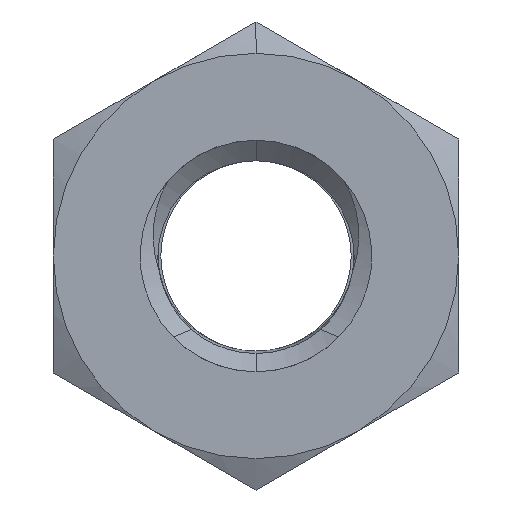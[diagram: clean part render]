
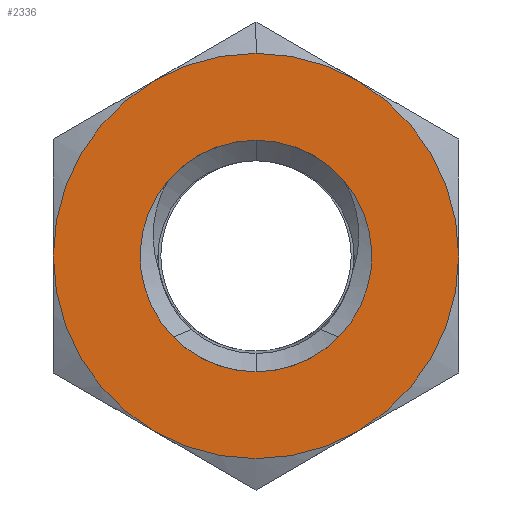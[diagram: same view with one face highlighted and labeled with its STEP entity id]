
A CAD part, front view. The second image highlights one B-rep face of the part: STEP entity #2336.
In plain terms, the highlighted planar face has unit normal (0, -1, 0).
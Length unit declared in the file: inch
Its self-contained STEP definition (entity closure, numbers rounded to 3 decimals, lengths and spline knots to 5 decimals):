
#7 = DIRECTION ( 'NONE',  ( 0., 0., -1. ) ) ;
#9 = DIRECTION ( 'NONE',  ( 0., -1., 0. ) ) ;
#44 = DIRECTION ( 'NONE',  ( 0., 0., -1. ) ) ;
#45 = DIRECTION ( 'NONE',  ( 0., -1., 0. ) ) ;
#46 = CARTESIAN_POINT ( 'NONE',  ( 0., 0., 0. ) ) ;
#50 = CARTESIAN_POINT ( 'NONE',  ( 0., 0., 0. ) ) ;
#176 = CARTESIAN_POINT ( 'NONE',  ( -0.21875, 0., 0. ) ) ;
#274 = AXIS2_PLACEMENT_3D ( 'NONE', #2436, #2431, #2402 ) ;
#337 = VERTEX_POINT ( 'NONE', #389 ) ;
#339 = VERTEX_POINT ( 'NONE', #388 ) ;
#340 = VERTEX_POINT ( 'NONE', #456 ) ;
#347 = VERTEX_POINT ( 'NONE', #449 ) ;
#348 = VERTEX_POINT ( 'NONE', #455 ) ;
#354 = VERTEX_POINT ( 'NONE', #467 ) ;
#365 = VERTEX_POINT ( 'NONE', #493 ) ;
#366 = VERTEX_POINT ( 'NONE', #495 ) ;
#386 = VERTEX_POINT ( 'NONE', #397 ) ;
#387 = VERTEX_POINT ( 'NONE', #396 ) ;
#388 = CARTESIAN_POINT ( 'NONE',  ( -0.09463, 0., 0.08167 ) ) ;
#389 = CARTESIAN_POINT ( 'NONE',  ( 0.21875, 0., 0. ) ) ;
#396 = CARTESIAN_POINT ( 'NONE',  ( -0.10938, 0., 0.18944 ) ) ;
#397 = CARTESIAN_POINT ( 'NONE',  ( 0., 0., 0.21875 ) ) ;
#399 = CARTESIAN_POINT ( 'NONE',  ( 0.08952, 0., -0.08724 ) ) ;
#400 = VERTEX_POINT ( 'NONE', #399 ) ;
#449 = CARTESIAN_POINT ( 'NONE',  ( 0.10938, 0., -0.18944 ) ) ;
#455 = CARTESIAN_POINT ( 'NONE',  ( 0., 0., -0.125 ) ) ;
#456 = CARTESIAN_POINT ( 'NONE',  ( 0.09463, 0., 0.08167 ) ) ;
#467 = CARTESIAN_POINT ( 'NONE',  ( 0.10938, 0., 0.18944 ) ) ;
#469 = VERTEX_POINT ( 'NONE', #498 ) ;
#484 = VERTEX_POINT ( 'NONE', #176 ) ;
#493 = CARTESIAN_POINT ( 'NONE',  ( -0.08952, 0., -0.08724 ) ) ;
#495 = CARTESIAN_POINT ( 'NONE',  ( -0.10938, 0., -0.18944 ) ) ;
#498 = CARTESIAN_POINT ( 'NONE',  ( 0., 0., 0.125 ) ) ;
#510 = CARTESIAN_POINT ( 'NONE',  ( 0., 0., 0. ) ) ;
#519 = DIRECTION ( 'NONE',  ( 0., -1., 0. ) ) ;
#521 = DIRECTION ( 'NONE',  ( 0., 0., -1. ) ) ;
#559 = DIRECTION ( 'NONE',  ( 0., -1., 0. ) ) ;
#561 = DIRECTION ( 'NONE',  ( 0., -1., 0. ) ) ;
#566 = DIRECTION ( 'NONE',  ( 0., 0., -1. ) ) ;
#583 = CARTESIAN_POINT ( 'NONE',  ( 0., 0., 0. ) ) ;
#599 = DIRECTION ( 'NONE',  ( 0., 0., -1. ) ) ;
#607 = CARTESIAN_POINT ( 'NONE',  ( 0., 0., 0. ) ) ;
#622 = DIRECTION ( 'NONE',  ( 0., -1., 0. ) ) ;
#625 = CARTESIAN_POINT ( 'NONE',  ( 0., 0., 0. ) ) ;
#639 = DIRECTION ( 'NONE',  ( 0., 0., -1. ) ) ;
#749 = CARTESIAN_POINT ( 'NONE',  ( 0., 0., 0. ) ) ;
#775 = DIRECTION ( 'NONE',  ( 0., 0., -1. ) ) ;
#792 = EDGE_CURVE ( 'NONE', #386, #387, #2321, .T. ) ;
#823 = DIRECTION ( 'NONE',  ( 0., -1., 0. ) ) ;
#843 = AXIS2_PLACEMENT_3D ( 'NONE', #46, #9, #7 ) ;
#845 = AXIS2_PLACEMENT_3D ( 'NONE', #2370, #2069, #2073 ) ;
#846 = AXIS2_PLACEMENT_3D ( 'NONE', #2377, #2071, #2070 ) ;
#848 = AXIS2_PLACEMENT_3D ( 'NONE', #1193, #1194, #1207 ) ;
#852 = AXIS2_PLACEMENT_3D ( 'NONE', #1649, #1647, #1645 ) ;
#878 = AXIS2_PLACEMENT_3D ( 'NONE', #749, #823, #775 ) ;
#882 = AXIS2_PLACEMENT_3D ( 'NONE', #50, #45, #44 ) ;
#886 = AXIS2_PLACEMENT_3D ( 'NONE', #510, #519, #521 ) ;
#892 = AXIS2_PLACEMENT_3D ( 'NONE', #2072, #1696, #1695 ) ;
#895 = EDGE_CURVE ( 'NONE', #469, #339, #2238, .T. ) ;
#907 = EDGE_CURVE ( 'NONE', #340, #469, #2308, .T. ) ;
#910 = EDGE_CURVE ( 'NONE', #347, #337, #2291, .T. ) ;
#912 = EDGE_CURVE ( 'NONE', #400, #340, #2224, .T. ) ;
#930 = EDGE_CURVE ( 'NONE', #354, #386, #2157, .T. ) ;
#939 = AXIS2_PLACEMENT_3D ( 'NONE', #583, #561, #599 ) ;
#946 = AXIS2_PLACEMENT_3D ( 'NONE', #625, #622, #639 ) ;
#948 = EDGE_CURVE ( 'NONE', #387, #484, #2184, .T. ) ;
#949 = EDGE_CURVE ( 'NONE', #484, #366, #2166, .T. ) ;
#950 = AXIS2_PLACEMENT_3D ( 'NONE', #607, #559, #566 ) ;
#953 = EDGE_CURVE ( 'NONE', #365, #348, #2261, .T. ) ;
#957 = EDGE_CURVE ( 'NONE', #339, #365, #2242, .T. ) ;
#988 = AXIS2_PLACEMENT_3D ( 'NONE', #1269, #1270, #1223 ) ;
#991 = EDGE_CURVE ( 'NONE', #348, #400, #2298, .T. ) ;
#1002 = EDGE_CURVE ( 'NONE', #337, #354, #2282, .T. ) ;
#1019 = EDGE_CURVE ( 'NONE', #366, #347, #2186, .T. ) ;
#1193 = CARTESIAN_POINT ( 'NONE',  ( 0., 0., 0. ) ) ;
#1194 = DIRECTION ( 'NONE',  ( 0., -1., 0. ) ) ;
#1207 = DIRECTION ( 'NONE',  ( 0., 0., -1. ) ) ;
#1223 = DIRECTION ( 'NONE',  ( 0., 0., -1. ) ) ;
#1269 = CARTESIAN_POINT ( 'NONE',  ( 0., 0., 0. ) ) ;
#1270 = DIRECTION ( 'NONE',  ( 0., -1., 0. ) ) ;
#1645 = DIRECTION ( 'NONE',  ( 0., 0., -1. ) ) ;
#1647 = DIRECTION ( 'NONE',  ( 0., -1., 0. ) ) ;
#1649 = CARTESIAN_POINT ( 'NONE',  ( 0., 0., 0. ) ) ;
#1695 = DIRECTION ( 'NONE',  ( 0., 0., -1. ) ) ;
#1696 = DIRECTION ( 'NONE',  ( 0., -1., 0. ) ) ;
#1897 = EDGE_LOOP ( 'NONE', ( #1933, #1973, #1927, #1995, #1938, #1990 ) ) ;
#1898 = ORIENTED_EDGE ( 'NONE', *, *, #910, .T. ) ;
#1927 = ORIENTED_EDGE ( 'NONE', *, *, #953, .F. ) ;
#1928 = ORIENTED_EDGE ( 'NONE', *, *, #792, .T. ) ;
#1933 = ORIENTED_EDGE ( 'NONE', *, *, #912, .F. ) ;
#1938 = ORIENTED_EDGE ( 'NONE', *, *, #895, .F. ) ;
#1940 = ORIENTED_EDGE ( 'NONE', *, *, #930, .T. ) ;
#1959 = ORIENTED_EDGE ( 'NONE', *, *, #1002, .T. ) ;
#1973 = ORIENTED_EDGE ( 'NONE', *, *, #991, .F. ) ;
#1990 = ORIENTED_EDGE ( 'NONE', *, *, #907, .F. ) ;
#1991 = ORIENTED_EDGE ( 'NONE', *, *, #949, .T. ) ;
#1995 = ORIENTED_EDGE ( 'NONE', *, *, #957, .F. ) ;
#1996 = ORIENTED_EDGE ( 'NONE', *, *, #948, .T. ) ;
#1997 = EDGE_LOOP ( 'NONE', ( #1991, #2002, #1898, #1959, #1940, #1928, #1996 ) ) ;
#2002 = ORIENTED_EDGE ( 'NONE', *, *, #1019, .T. ) ;
#2069 = DIRECTION ( 'NONE',  ( 0., -1., 0. ) ) ;
#2070 = DIRECTION ( 'NONE',  ( 0., 0., -1. ) ) ;
#2071 = DIRECTION ( 'NONE',  ( 0., -1., 0. ) ) ;
#2072 = CARTESIAN_POINT ( 'NONE',  ( 0., 0., 0. ) ) ;
#2073 = DIRECTION ( 'NONE',  ( 0., 0., -1. ) ) ;
#2157 = CIRCLE ( 'NONE', #886, 0.21875 ) ;
#2166 = CIRCLE ( 'NONE', #846, 0.21875 ) ;
#2184 = CIRCLE ( 'NONE', #845, 0.21875 ) ;
#2186 = CIRCLE ( 'NONE', #946, 0.21875 ) ;
#2224 = CIRCLE ( 'NONE', #843, 0.125 ) ;
#2238 = CIRCLE ( 'NONE', #988, 0.125 ) ;
#2242 = CIRCLE ( 'NONE', #852, 0.125 ) ;
#2248 = FACE_BOUND ( 'NONE', #1897, .T. ) ;
#2261 = CIRCLE ( 'NONE', #892, 0.125 ) ;
#2282 = CIRCLE ( 'NONE', #950, 0.21875 ) ;
#2291 = CIRCLE ( 'NONE', #882, 0.21875 ) ;
#2298 = CIRCLE ( 'NONE', #939, 0.125 ) ;
#2308 = CIRCLE ( 'NONE', #878, 0.125 ) ;
#2321 = CIRCLE ( 'NONE', #848, 0.21875 ) ;
#2324 = FACE_OUTER_BOUND ( 'NONE', #1997, .T. ) ;
#2336 = ADVANCED_FACE ( 'NONE', ( #2324, #2248 ), #2430, .T. ) ;
#2370 = CARTESIAN_POINT ( 'NONE',  ( 0., 0., 0. ) ) ;
#2377 = CARTESIAN_POINT ( 'NONE',  ( 0., 0., 0. ) ) ;
#2402 = DIRECTION ( 'NONE',  ( 0., 0., -1. ) ) ;
#2430 = PLANE ( 'NONE',  #274 ) ;
#2431 = DIRECTION ( 'NONE',  ( 0., -1., 0. ) ) ;
#2436 = CARTESIAN_POINT ( 'NONE',  ( 0.21875, 0., -0.1263 ) ) ;
